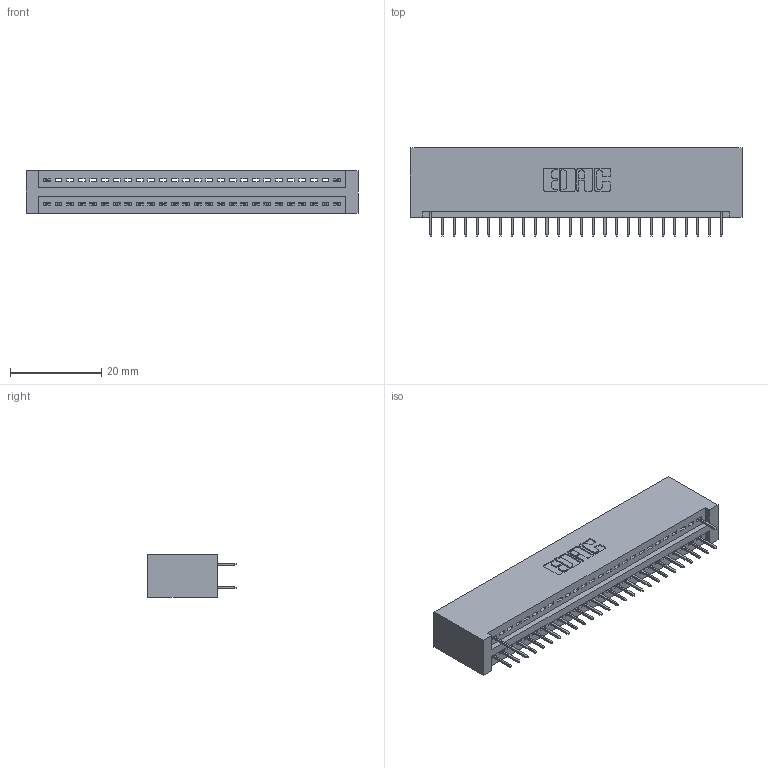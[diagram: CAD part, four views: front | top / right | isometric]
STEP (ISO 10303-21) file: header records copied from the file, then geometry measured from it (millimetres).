
FILE_DESCRIPTION (( 'STEP AP203' ), '1' );
FILE_NAME ('345-052-524-201.STEP', '2018-09-22T21:02:05', ( '' ), ( '' ), 'SwSTEP 2.0', 'SolidWorks 2016', '' );
FILE_SCHEMA (( 'CONFIG_CONTROL_DESIGN' ));
Length unit declared in the file: inch
Products named in the file (3): 345 Part_No Mounting Lugs; 345-292-001_345-293-124; 345-052-524-201
Assembly tree (29 placements, depth 2):
  345-052-524-201
    345 Part_No Mounting Lugs
    345-292-001_345-293-124  x28
Bounding box: 72.64 x 19.35 x 9.4 mm (x, y, z)
Volume: 7265.4 mm3; surface area: 9395.7 mm2
Topology: 29 solids, 29 shells, 1822 faces, 5249 edges, 3386 vertices
Faces by surface type: plane 1336, cylinder 486
Entity records: 21583 total; most frequent: CARTESIAN_POINT 3736, ORIENTED_EDGE 3694, DIRECTION 3283, EDGE_CURVE 1847, VECTOR 1623, LINE 1623, VERTEX_POINT 1226, AXIS2_PLACEMENT_3D 830
